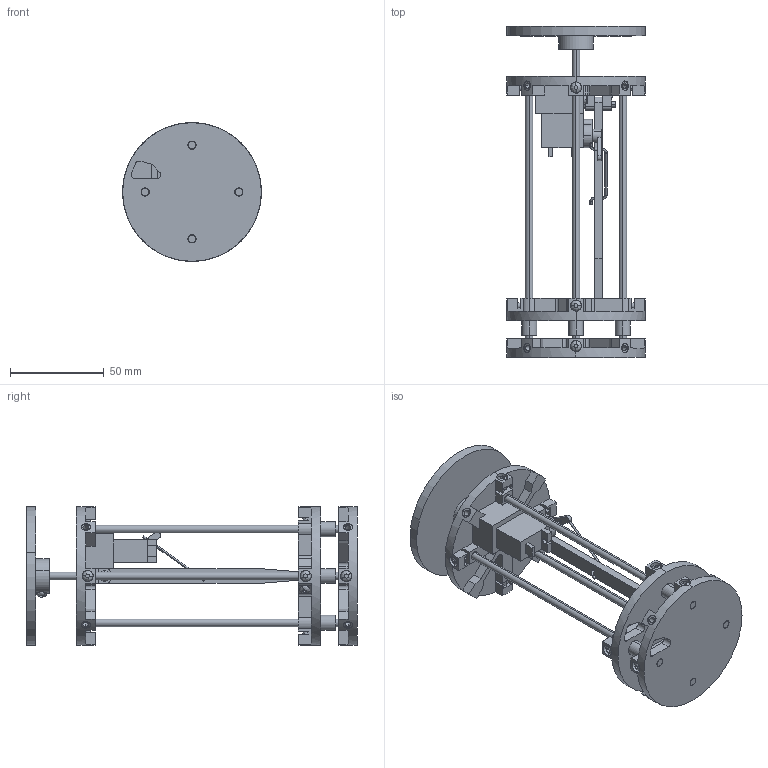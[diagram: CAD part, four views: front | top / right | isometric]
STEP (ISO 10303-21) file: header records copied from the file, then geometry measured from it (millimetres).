
FILE_DESCRIPTION (( 'STEP AP214' ), '1' );
FILE_NAME ('piston_assembly.STEP', '2021-05-29T23:15:54', ( '' ), ( '' ), 'SwSTEP 2.0', 'SolidWorks 2020', '' );
FILE_SCHEMA (( 'AUTOMOTIVE_DESIGN' ));
Length unit declared in the file: millimetre
Products named in the file (17): piston_head; 9g_Servo; stop_rod; 1.2mm_pushrod; LM4UU_Bearing; piston_assembly; M3x16mm_hex; M2x12mm; M3_Nut; M3x8mm_hex; servo_mount; piston; 2x3mm_threaded_insert; Servo_Spline; 3x4mm_threaded_insert; stopper; cf_rod
Assembly tree (52 placements, depth 2):
  piston_assembly
    servo_mount
    cf_rod  x5
    piston
    stopper
    LM4UU_Bearing  x4
    9g_Servo
    Servo_Spline
    stop_rod
    piston_head
    3x4mm_threaded_insert  x8
    M3x8mm_hex  x14
    M3x16mm_hex
    2x3mm_threaded_insert
    1.2mm_pushrod
    M3_Nut  x10
    M2x12mm
Bounding box: 74 x 176.6 x 74 mm (x, y, z)
Volume: 131952 mm3; surface area: 76449.4 mm2
Topology: 52 solids, 52 shells, 1056 faces, 2652 edges, 1737 vertices
Faces by surface type: plane 563, cylinder 387, cone 48, bspline 30, torus 28
Entity records: 24198 total; most frequent: CARTESIAN_POINT 5897, DIRECTION 3726, ORIENTED_EDGE 3592, EDGE_CURVE 1796, AXIS2_PLACEMENT_3D 1332, VERTEX_POINT 1179, LINE 1062, VECTOR 1062
